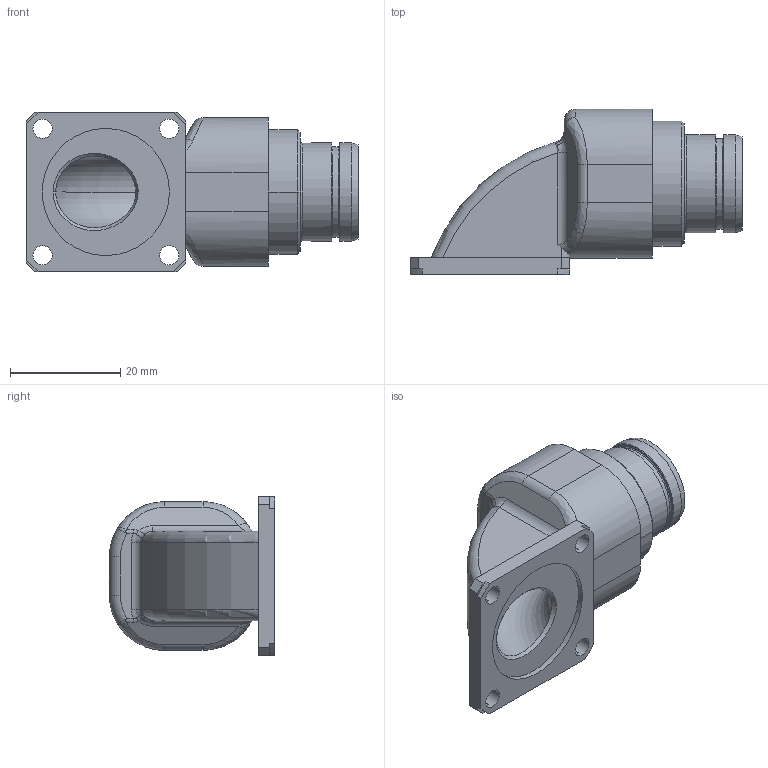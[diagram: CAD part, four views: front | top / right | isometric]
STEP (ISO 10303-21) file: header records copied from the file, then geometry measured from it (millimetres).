
FILE_DESCRIPTION((''),'2;1');
FILE_NAME('1332EC212MS','2024-07-26T11:47:40',('paultorloting'),('NET AG system integration'),'CREO PARAMETRIC BY PTC INC, 2021404','CREO PARAMETRIC BY PTC INC, 2021404','');
FILE_SCHEMA(('AUTOMOTIVE_DESIGN { 1 0 10303 214 1 1 1 1 }'));
Length unit declared in the file: millimetre
Products named in the file (1): 1332EC212MS
Bounding box: 60.3 x 30 x 29 mm (x, y, z)
Volume: 14853.1 mm3; surface area: 12058.8 mm2
Topology: 1 solids, 1 shells, 1717 faces, 4637 edges, 3017 vertices
Faces by surface type: plane 826, cylinder 575, bspline 118, cone 117, torus 81
Entity records: 73794 total; most frequent: CARTESIAN_POINT 19155, ORIENTED_EDGE 9274, DIRECTION 8492, EDGE_CURVE 4637, AXIS2_PLACEMENT_3D 3083, VERTEX_POINT 3018, VECTOR 2323, LINE 2323
